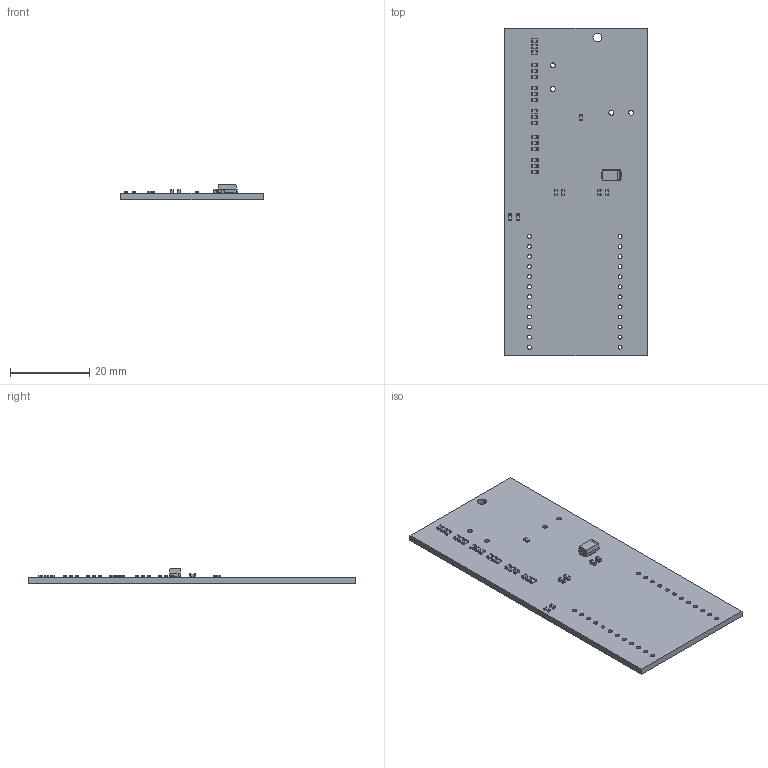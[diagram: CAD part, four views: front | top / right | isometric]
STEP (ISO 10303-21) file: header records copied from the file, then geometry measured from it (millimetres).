
FILE_DESCRIPTION(('KiCad electronic assembly'),'2;1');
FILE_NAME('motion-play-v3.step','2025-02-04T16:26:54',('Pcbnew'),( 'Kicad'),'Open CASCADE STEP processor 7.7','KiCad to STEP converter' ,'Unknown');
FILE_SCHEMA(('AUTOMOTIVE_DESIGN { 1 0 10303 214 1 1 1 1 }'));
Length unit declared in the file: millimetre
Products named in the file (8): motion-play-v3 1; R_0603_1608Metric; C_0603_1608Metric; D_SMA; motion-play-v3_PCB
Assembly tree (30 placements, depth 3):
  motion-play-v3 1
    R_0603_1608Metric  x21
      R_0603_1608Metric
    C_0603_1608Metric  x4
      C_0603_1608Metric
    D_SMA
      D_SMA
    motion-play-v3_PCB
Bounding box: 35.85 x 82.65 x 3.87 mm (x, y, z)
Volume: 4738.2 mm3; surface area: 6592.9 mm2
Topology: 27 solids, 27 shells, 734 faces, 1921 edges, 1250 vertices
Faces by surface type: plane 475, cylinder 249, bspline 10
Full cylindrical faces by diameter (mm): 1 x24, 1.2 x4, 2.25 x1
Entity records: 5142 total; most frequent: CARTESIAN_POINT 796, DIRECTION 731, ORIENTED_EDGE 690, EDGE_CURVE 345, AXIS2_PLACEMENT_3D 257, VERTEX_POINT 226, LINE 217, VECTOR 217
